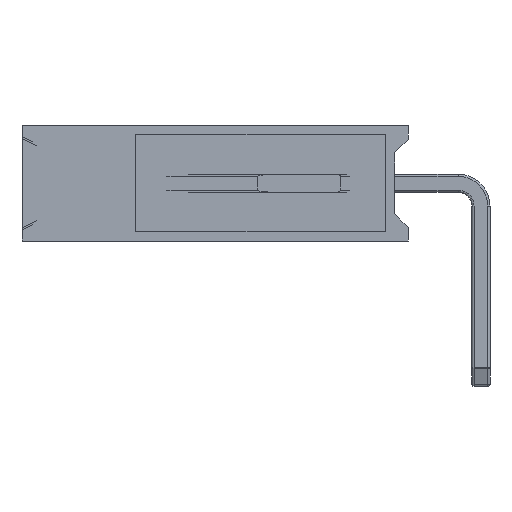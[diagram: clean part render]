
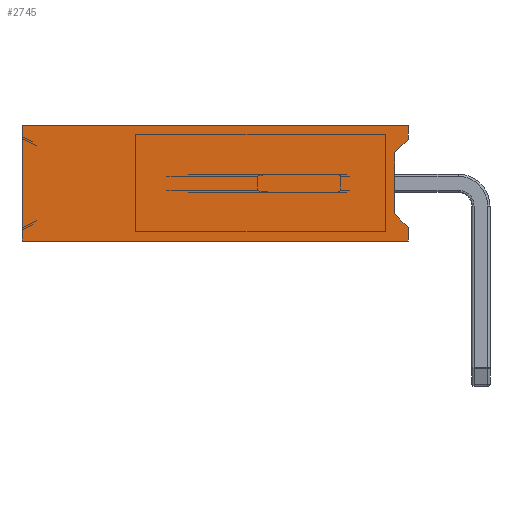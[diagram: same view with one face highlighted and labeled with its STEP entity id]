
A CAD part, left-side view. The second image highlights one B-rep face of the part: STEP entity #2745.
In plain terms, the highlighted planar face has unit normal (-1, 0, 0).
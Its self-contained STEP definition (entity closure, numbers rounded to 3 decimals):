
#238=PLANE('',#2983);
#313=FACE_OUTER_BOUND('',#476,.T.);
#476=EDGE_LOOP('',(#1845,#1846,#1847,#1848,#1849,#1850,#1851,#1852));
#643=LINE('',#4327,#841);
#647=LINE('',#4335,#845);
#653=LINE('',#4350,#851);
#664=LINE('',#4370,#862);
#665=LINE('',#4373,#863);
#668=LINE('',#4379,#866);
#669=LINE('',#4381,#867);
#670=LINE('',#4382,#868);
#841=VECTOR('',#3399,10.);
#845=VECTOR('',#3405,10.);
#851=VECTOR('',#3417,10.);
#862=VECTOR('',#3434,10.);
#863=VECTOR('',#3437,10.);
#866=VECTOR('',#3442,10.);
#867=VECTOR('',#3443,10.);
#868=VECTOR('',#3444,10.);
#1195=VERTEX_POINT('',#4325);
#1196=VERTEX_POINT('',#4326);
#1199=VERTEX_POINT('',#4334);
#1205=VERTEX_POINT('',#4349);
#1211=VERTEX_POINT('',#4368);
#1212=VERTEX_POINT('',#4372);
#1214=VERTEX_POINT('',#4378);
#1215=VERTEX_POINT('',#4380);
#1419=EDGE_CURVE('',#1195,#1196,#643,.T.);
#1423=EDGE_CURVE('',#1199,#1196,#647,.T.);
#1431=EDGE_CURVE('',#1199,#1205,#653,.T.);
#1442=EDGE_CURVE('',#1195,#1211,#664,.T.);
#1443=EDGE_CURVE('',#1212,#1205,#665,.T.);
#1446=EDGE_CURVE('',#1211,#1214,#668,.T.);
#1447=EDGE_CURVE('',#1215,#1214,#669,.T.);
#1448=EDGE_CURVE('',#1212,#1215,#670,.T.);
#1845=ORIENTED_EDGE('',*,*,#1423,.T.);
#1846=ORIENTED_EDGE('',*,*,#1419,.F.);
#1847=ORIENTED_EDGE('',*,*,#1442,.T.);
#1848=ORIENTED_EDGE('',*,*,#1446,.T.);
#1849=ORIENTED_EDGE('',*,*,#1447,.F.);
#1850=ORIENTED_EDGE('',*,*,#1448,.F.);
#1851=ORIENTED_EDGE('',*,*,#1443,.T.);
#1852=ORIENTED_EDGE('',*,*,#1431,.F.);
#2745=ADVANCED_FACE('',(#313),#238,.T.);
#2983=AXIS2_PLACEMENT_3D('',#4377,#3440,#3441);
#3399=DIRECTION('',(0.,0.707,-0.707));
#3405=DIRECTION('',(0.,0.,1.));
#3417=DIRECTION('',(0.,-0.707,-0.707));
#3434=DIRECTION('',(0.,0.,1.));
#3437=DIRECTION('',(0.,0.,1.));
#3440=DIRECTION('center_axis',(-1.,0.,0.));
#3441=DIRECTION('ref_axis',(0.,0.,
1.));
#3442=DIRECTION('',(0.,1.,0.));
#3443=DIRECTION('',(0.,0.,1.));
#3444=DIRECTION('',(0.,1.,0.));
#4325=CARTESIAN_POINT('',(-1.27,1.6,2.24));
#4326=CARTESIAN_POINT('',(-1.27,1.9,1.94));
#4327=CARTESIAN_POINT('',(-1.27,2.235,1.605));
#4334=CARTESIAN_POINT('',(-1.27,1.9,0.6));
#4335=CARTESIAN_POINT('',(-1.27,1.9,0.635));
#4349=CARTESIAN_POINT('',(-1.27,1.6,0.3));
#4350=CARTESIAN_POINT('',(-1.27,1.6,0.3));
#4368=CARTESIAN_POINT('',(-1.27,1.6,2.54));
#4370=CARTESIAN_POINT('',(-1.27,1.6,0.));
#4372=CARTESIAN_POINT('',(-1.27,1.6,0.));
#4373=CARTESIAN_POINT('',(-1.27,1.6,0.));
#4377=CARTESIAN_POINT('Origin',(-1.27,1.6,0.));
#4378=CARTESIAN_POINT('',(-1.27,10.1,2.54));
#4379=CARTESIAN_POINT('',(-1.27,1.6,2.54));
#4380=CARTESIAN_POINT('',(-1.27,10.1,0.));
#4381=CARTESIAN_POINT('',(-1.27,10.1,0.));
#4382=CARTESIAN_POINT('',(-1.27,1.6,0.));
